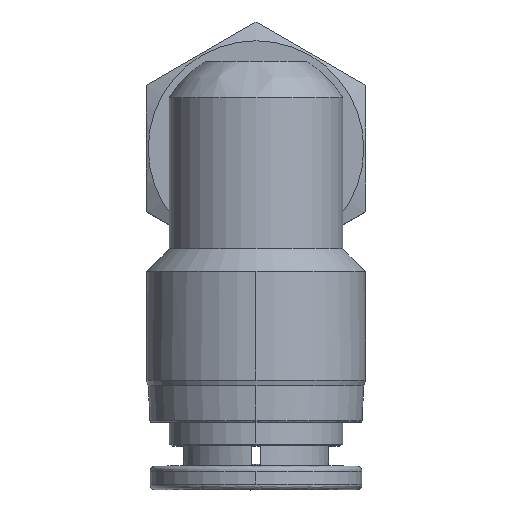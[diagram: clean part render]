
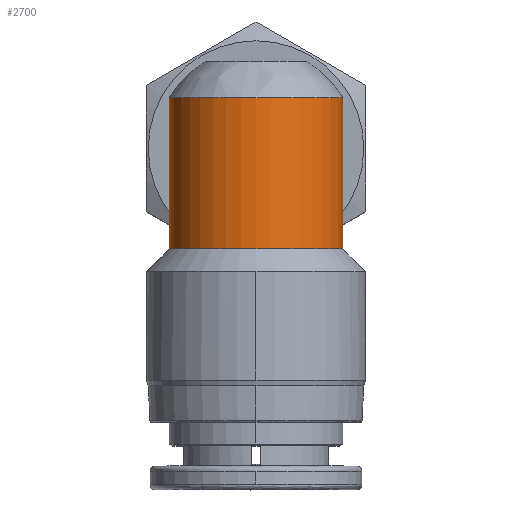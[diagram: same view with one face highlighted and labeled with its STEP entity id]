
A CAD part, top view. The second image highlights one B-rep face of the part: STEP entity #2700.
In plain terms, the highlighted cylindrical face has radius 4.75 mm (diameter 9.5 mm), a partial arc.
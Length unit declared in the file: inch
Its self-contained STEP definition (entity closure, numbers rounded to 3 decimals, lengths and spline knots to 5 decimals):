
#40 = VERTEX_POINT ( 'NONE', #3414 ) ;
#260 = DIRECTION ( 'NONE',  ( 0., -1., 0. ) ) ;
#378 = VERTEX_POINT ( 'NONE', #2433 ) ;
#380 = VERTEX_POINT ( 'NONE', #3157 ) ;
#536 = EDGE_CURVE ( 'NONE', #4004, #40, #2512, .T. ) ;
#547 = ORIENTED_EDGE ( 'NONE', *, *, #536, .T. ) ;
#660 = ORIENTED_EDGE ( 'NONE', *, *, #3958, .F. ) ;
#705 = CARTESIAN_POINT ( 'NONE',  ( 0.18701, -0.21654, 0. ) ) ;
#893 = DIRECTION ( 'NONE',  ( 0., -1., 0. ) ) ;
#1073 = CIRCLE ( 'NONE', #3373, 0.18701 ) ;
#1139 = CARTESIAN_POINT ( 'NONE',  ( 0.18701, -0.11519, 0. ) ) ;
#1616 = ORIENTED_EDGE ( 'NONE', *, *, #3353, .T. ) ;
#1828 = AXIS2_PLACEMENT_3D ( 'NONE', #3804, #893, #3023 ) ;
#1835 = EDGE_LOOP ( 'NONE', ( #547, #4468, #1616, #660 ) ) ;
#1967 = LINE ( 'NONE', #4619, #2373 ) ;
#2202 = AXIS2_PLACEMENT_3D ( 'NONE', #4611, #2441, #4578 ) ;
#2373 = VECTOR ( 'NONE', #260, 39.37008 ) ;
#2433 = CARTESIAN_POINT ( 'NONE',  ( -0.18701, 0.10916, 0. ) ) ;
#2441 = DIRECTION ( 'NONE',  ( 0., -1., 0. ) ) ;
#2512 = LINE ( 'NONE', #1139, #3354 ) ;
#2601 = CYLINDRICAL_SURFACE ( 'NONE', #2202, 0.18701 ) ;
#2700 = ADVANCED_FACE ( 'NONE', ( #3576 ), #2601, .T. ) ;
#3023 = DIRECTION ( 'NONE',  ( 0., 0., -1. ) ) ;
#3157 = CARTESIAN_POINT ( 'NONE',  ( -0.18701, -0.21654, 0. ) ) ;
#3254 = DIRECTION ( 'NONE',  ( 0., -1., 0. ) ) ;
#3353 = EDGE_CURVE ( 'NONE', #378, #380, #1967, .T. ) ;
#3354 = VECTOR ( 'NONE', #4136, 39.37008 ) ;
#3373 = AXIS2_PLACEMENT_3D ( 'NONE', #4653, #3254, #4672 ) ;
#3414 = CARTESIAN_POINT ( 'NONE',  ( 0.18701, 0.10916, 0. ) ) ;
#3576 = FACE_OUTER_BOUND ( 'NONE', #1835, .T. ) ;
#3697 = EDGE_CURVE ( 'NONE', #40, #378, #3916, .T. ) ;
#3804 = CARTESIAN_POINT ( 'NONE',  ( 0., 0.10916, 0. ) ) ;
#3916 = CIRCLE ( 'NONE', #1828, 0.18701 ) ;
#3958 = EDGE_CURVE ( 'NONE', #4004, #380, #1073, .T. ) ;
#4004 = VERTEX_POINT ( 'NONE', #705 ) ;
#4136 = DIRECTION ( 'NONE',  ( 0., 1., 0. ) ) ;
#4468 = ORIENTED_EDGE ( 'NONE', *, *, #3697, .T. ) ;
#4578 = DIRECTION ( 'NONE',  ( 0., 0., -1. ) ) ;
#4611 = CARTESIAN_POINT ( 'NONE',  ( 0., 0., 0. ) ) ;
#4619 = CARTESIAN_POINT ( 'NONE',  ( -0.18701, 0.11519, 0. ) ) ;
#4653 = CARTESIAN_POINT ( 'NONE',  ( 0., -0.21654, 0. ) ) ;
#4672 = DIRECTION ( 'NONE',  ( 0., 0., -1. ) ) ;
